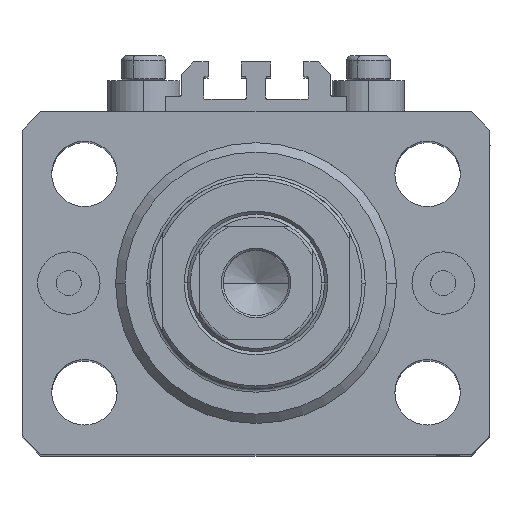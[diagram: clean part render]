
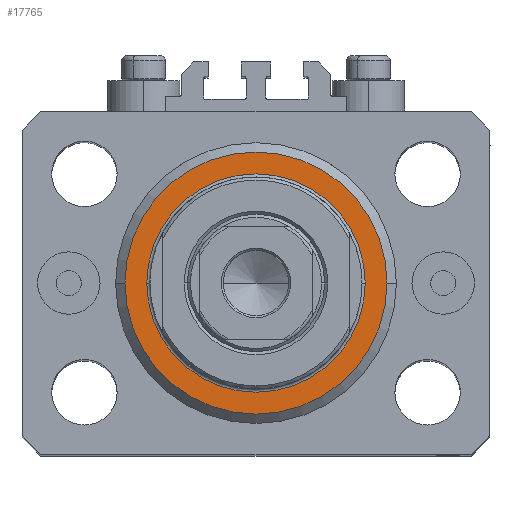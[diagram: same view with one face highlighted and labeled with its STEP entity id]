
A CAD part, top view. The second image highlights one B-rep face of the part: STEP entity #17765.
In plain terms, the highlighted face is planar.
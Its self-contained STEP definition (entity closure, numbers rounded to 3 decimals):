
#132 = CARTESIAN_POINT ( 'NONE',  ( 0., 0., 0. ) ) ;
#1012 = EDGE_LOOP ( 'NONE', ( #7716, #29953 ) ) ;
#1096 = CARTESIAN_POINT ( 'NONE',  ( -17.5, 0., 0. ) ) ;
#2186 = VERTEX_POINT ( 'NONE', #9322 ) ;
#2526 = VERTEX_POINT ( 'NONE', #30000 ) ;
#3179 = FACE_OUTER_BOUND ( 'NONE', #1012, .T. ) ;
#4079 = EDGE_CURVE ( 'NONE', #45785, #45140, #34714, .T. ) ;
#7716 = ORIENTED_EDGE ( 'NONE', *, *, #25694, .T. ) ;
#9006 = DIRECTION ( 'NONE',  ( 0., 0., 1. ) ) ;
#9322 = CARTESIAN_POINT ( 'NONE',  ( -21., 0., 0. ) ) ;
#12825 = DIRECTION ( 'NONE',  ( 1., 0., 0. ) ) ;
#12879 = EDGE_CURVE ( 'NONE', #2186, #2526, #35630, .T. ) ;
#14914 = DIRECTION ( 'NONE',  ( 1., 0., 0. ) ) ;
#15998 = EDGE_CURVE ( 'NONE', #45140, #45785, #27335, .T. ) ;
#17273 = FACE_BOUND ( 'NONE', #37061, .T. ) ;
#17731 = PLANE ( 'NONE',  #40394 ) ;
#17765 = ADVANCED_FACE ( 'NONE', ( #17273, #3179 ), #17731, .F. ) ;
#18499 = ORIENTED_EDGE ( 'NONE', *, *, #4079, .T. ) ;
#19200 = AXIS2_PLACEMENT_3D ( 'NONE', #32173, #43432, #31691 ) ;
#20021 = ORIENTED_EDGE ( 'NONE', *, *, #15998, .T. ) ;
#21499 = DIRECTION ( 'NONE',  ( 0., 0., -1. ) ) ;
#25132 = DIRECTION ( 'NONE',  ( 1., 0., 0. ) ) ;
#25694 = EDGE_CURVE ( 'NONE', #2526, #2186, #43643, .T. ) ;
#27335 = CIRCLE ( 'NONE', #46380, 17.5 ) ;
#28440 = CARTESIAN_POINT ( 'NONE',  ( 0., 0., 0. ) ) ;
#29953 = ORIENTED_EDGE ( 'NONE', *, *, #12879, .T. ) ;
#30000 = CARTESIAN_POINT ( 'NONE',  ( 21., 0., 0. ) ) ;
#31527 = DIRECTION ( 'NONE',  ( 1., 0., 0. ) ) ;
#31691 = DIRECTION ( 'NONE',  ( 1., 0., 0. ) ) ;
#32173 = CARTESIAN_POINT ( 'NONE',  ( 0., 0., 0. ) ) ;
#33249 = CARTESIAN_POINT ( 'NONE',  ( 17.5, 0., 0. ) ) ;
#34714 = CIRCLE ( 'NONE', #45415, 17.5 ) ;
#35630 = CIRCLE ( 'NONE', #42540, 21. ) ;
#37061 = EDGE_LOOP ( 'NONE', ( #20021, #18499 ) ) ;
#37900 = CARTESIAN_POINT ( 'NONE',  ( 0., 0., 0. ) ) ;
#40394 = AXIS2_PLACEMENT_3D ( 'NONE', #43319, #42366, #25132 ) ;
#42366 = DIRECTION ( 'NONE',  ( 0., 0., 1. ) ) ;
#42540 = AXIS2_PLACEMENT_3D ( 'NONE', #28440, #21499, #31527 ) ;
#43319 = CARTESIAN_POINT ( 'NONE',  ( 0., 0., 0. ) ) ;
#43432 = DIRECTION ( 'NONE',  ( 0., 0., -1. ) ) ;
#43643 = CIRCLE ( 'NONE', #19200, 21. ) ;
#44057 = DIRECTION ( 'NONE',  ( 0., 0., 1. ) ) ;
#45140 = VERTEX_POINT ( 'NONE', #33249 ) ;
#45415 = AXIS2_PLACEMENT_3D ( 'NONE', #37900, #9006, #12825 ) ;
#45785 = VERTEX_POINT ( 'NONE', #1096 ) ;
#46380 = AXIS2_PLACEMENT_3D ( 'NONE', #132, #44057, #14914 ) ;
